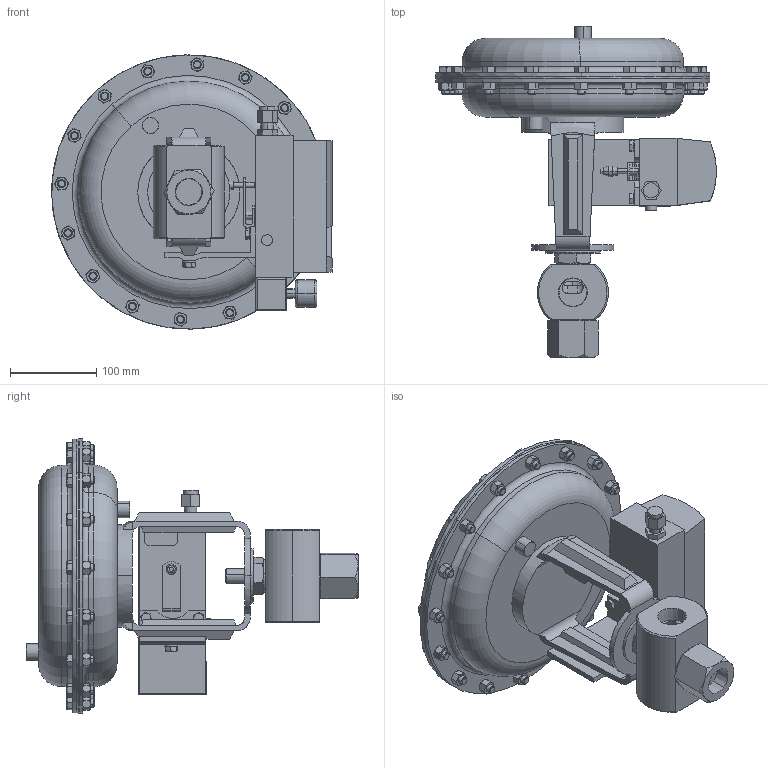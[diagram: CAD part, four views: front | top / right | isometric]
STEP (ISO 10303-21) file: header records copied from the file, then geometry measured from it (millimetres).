
FILE_DESCRIPTION (( 'STEP AP203' ), '1' );
FILE_NAME ('8000TSP-100-BR+CB+SB-PT-55M-16IQ.step', '2017-09-20T12:15:00', ( '' ), ( '' ), 'SwSTEP 2.0', 'SolidWorks 2014', '' );
FILE_SCHEMA (( 'CONFIG_CONTROL_DESIGN' ));
Length unit declared in the file: inch
Products named in the file (1): 8000TSP-100-BR+CB+SB-PT-55M-16IQ
Bounding box: 324.83 x 384.36 x 317.42 mm (x, y, z)
Volume: 6652258.1 mm3; surface area: 622188 mm2
Topology: 2 solids, 2 shells, 1111 faces, 2518 edges, 1559 vertices
Faces by surface type: plane 480, cone 393, cylinder 206, torus 26, bspline 4, sphere 2
Entity records: 35627 total; most frequent: CARTESIAN_POINT 11546, ORIENTED_EDGE 5028, DIRECTION 4803, EDGE_CURVE 2514, AXIS2_PLACEMENT_3D 1952, VERTEX_POINT 1559, EDGE_LOOP 1271, ADVANCED_FACE 1111
